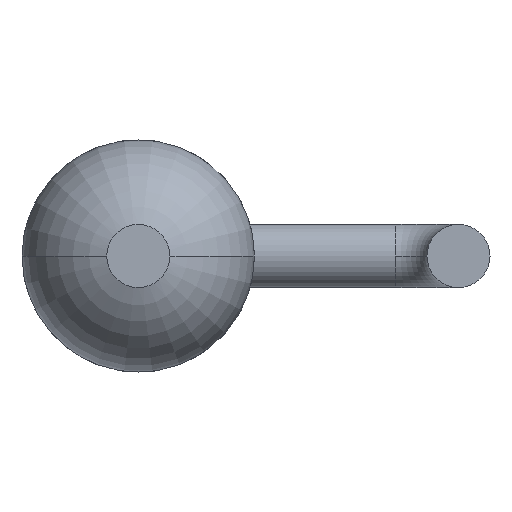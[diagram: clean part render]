
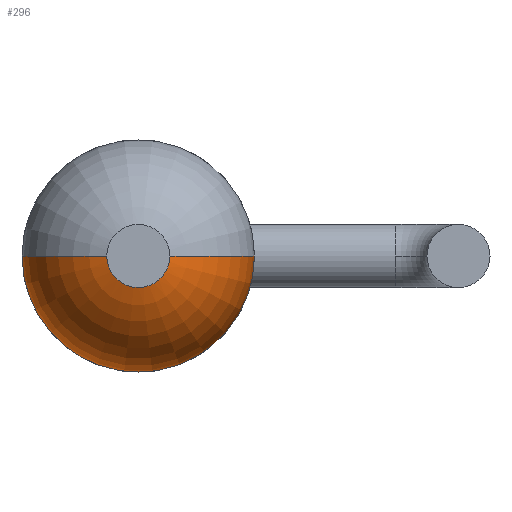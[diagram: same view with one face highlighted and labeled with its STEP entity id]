
A CAD part, left-side view. The second image highlights one B-rep face of the part: STEP entity #296.
In plain terms, the highlighted toroidal (fillet/blend) face has major radius 0.021 mm and minor radius 0.941 mm.
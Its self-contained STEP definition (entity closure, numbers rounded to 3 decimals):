
#2 = VERTEX_POINT ( 'NONE', #425 ) ;
#8 = VERTEX_POINT ( 'NONE', #413 ) ;
#10 = EDGE_CURVE ( 'NONE', #8, #2, #411, .T. ) ;
#192 = EDGE_CURVE ( 'NONE', #253, #267, #908, .T. ) ;
#208 = EDGE_CURVE ( 'NONE', #252, #2, #1159, .T. ) ;
#251 = EDGE_CURVE ( 'NONE', #252, #253, #1088, .T. ) ;
#252 = VERTEX_POINT ( 'NONE', #1083 ) ;
#253 = VERTEX_POINT ( 'NONE', #1082 ) ;
#267 = VERTEX_POINT ( 'NONE', #1342 ) ;
#268 = ORIENTED_EDGE ( 'NONE', *, *, #10, .T. ) ;
#296 = ADVANCED_FACE ( 'NONE', ( #1305 ), #1290, .T. ) ;
#297 = EDGE_LOOP ( 'NONE', ( #298, #299, #300, #301, #268 ) ) ;
#298 = ORIENTED_EDGE ( 'NONE', *, *, #208, .F. ) ;
#299 = ORIENTED_EDGE ( 'NONE', *, *, #251, .T. ) ;
#300 = ORIENTED_EDGE ( 'NONE', *, *, #192, .T. ) ;
#301 = ORIENTED_EDGE ( 'NONE', *, *, #312, .T. ) ;
#312 = EDGE_CURVE ( 'NONE', #267, #8, #1420, .T. ) ;
#407 = DIRECTION ( 'NONE',  ( 0., 1., 0. ) ) ;
#408 = DIRECTION ( 'NONE',  ( 1., 0., 0. ) ) ;
#409 = CARTESIAN_POINT ( 'NONE',  ( -2.46, 0., 0. ) ) ;
#410 = AXIS2_PLACEMENT_3D ( 'NONE', #409, #408, #407 ) ;
#411 = CIRCLE ( 'NONE', #410, 0.25 ) ;
#413 = CARTESIAN_POINT ( 'NONE',  ( -2.46, 0., -0.25 ) ) ;
#425 = CARTESIAN_POINT ( 'NONE',  ( -2.46, 0.25, 0. ) ) ;
#904 = DIRECTION ( 'NONE',  ( -1., 0., 0. ) ) ;
#905 = DIRECTION ( 'NONE',  ( 0., 0., -1. ) ) ;
#906 = CARTESIAN_POINT ( 'NONE',  ( -1.559, 0.021, 0. ) ) ;
#907 = AXIS2_PLACEMENT_3D ( 'NONE', #906, #905, #904 ) ;
#908 = CIRCLE ( 'NONE', #907, 0.941 ) ;
#1082 = CARTESIAN_POINT ( 'NONE',  ( -1.559, -0.92, 0. ) ) ;
#1083 = CARTESIAN_POINT ( 'NONE',  ( -1.559, 0.92, 0. ) ) ;
#1084 = DIRECTION ( 'NONE',  ( 0., -1., 0. ) ) ;
#1085 = DIRECTION ( 'NONE',  ( -1., 0., 0. ) ) ;
#1086 = CARTESIAN_POINT ( 'NONE',  ( -1.559, 0., 0. ) ) ;
#1087 = AXIS2_PLACEMENT_3D ( 'NONE', #1086, #1085, #1084 ) ;
#1088 = CIRCLE ( 'NONE', #1087, 0.92 ) ;
#1159 = CIRCLE ( 'NONE', #1163, 0.941 ) ;
#1163 = AXIS2_PLACEMENT_3D ( 'NONE', #1197, #1196, #1195 ) ;
#1195 = DIRECTION ( 'NONE',  ( 0., -1., 0. ) ) ;
#1196 = DIRECTION ( 'NONE',  ( 0., 0., 1. ) ) ;
#1197 = CARTESIAN_POINT ( 'NONE',  ( -1.559, -0.021, 0. ) ) ;
#1286 = DIRECTION ( 'NONE',  ( 0., -1., 0. ) ) ;
#1287 = DIRECTION ( 'NONE',  ( -1., 0., 0. ) ) ;
#1288 = CARTESIAN_POINT ( 'NONE',  ( -1.559, 0., 0. ) ) ;
#1289 = AXIS2_PLACEMENT_3D ( 'NONE', #1288, #1287, #1286 ) ;
#1290 = TOROIDAL_SURFACE ( 'NONE', #1289, -0.021, 0.941 ) ;
#1305 = FACE_OUTER_BOUND ( 'NONE', #297, .T. ) ;
#1342 = CARTESIAN_POINT ( 'NONE',  ( -2.46, -0.25, 0. ) ) ;
#1418 = CARTESIAN_POINT ( 'NONE',  ( -2.46, 0., 0. ) ) ;
#1419 = AXIS2_PLACEMENT_3D ( 'NONE', #1418, #1446, #1445 ) ;
#1420 = CIRCLE ( 'NONE', #1419, 0.25 ) ;
#1445 = DIRECTION ( 'NONE',  ( 0., 1., 0. ) ) ;
#1446 = DIRECTION ( 'NONE',  ( 1., 0., 0. ) ) ;
